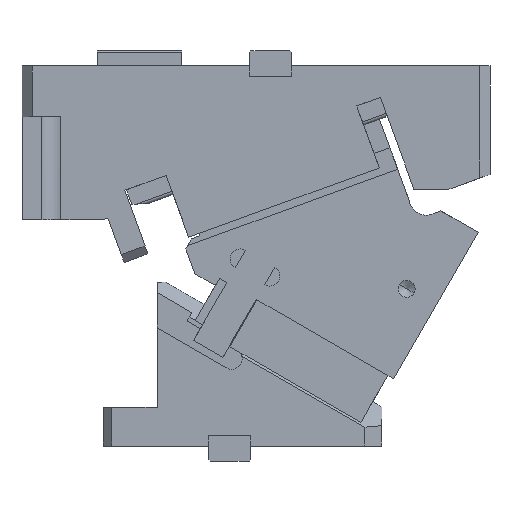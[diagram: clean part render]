
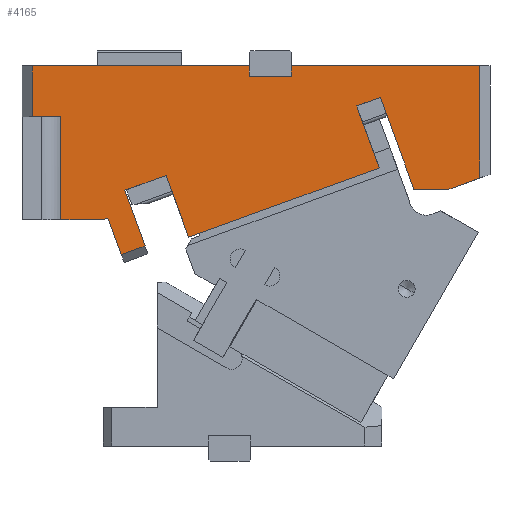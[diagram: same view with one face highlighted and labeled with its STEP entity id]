
A CAD part, front view. The second image highlights one B-rep face of the part: STEP entity #4165.
In plain terms, the highlighted planar face has unit normal (0, -1, 0).
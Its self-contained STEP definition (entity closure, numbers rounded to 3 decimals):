
#587=CARTESIAN_POINT('Vertex',(-42.,-30.,195.)) ;
#592=CARTESIAN_POINT('Line Origine',(-42.,-30.,210.)) ;
#596=CARTESIAN_POINT('Vertex',(-42.,-30.,225.)) ;
#636=CARTESIAN_POINT('Vertex',(86.5,-30.,225.)) ;
#639=CARTESIAN_POINT('Line Origine',(86.5,-30.,222.)) ;
#643=CARTESIAN_POINT('Vertex',(86.5,-30.,219.)) ;
#1224=CARTESIAN_POINT('Vertex',(-25.,-30.,195.)) ;
#1227=CARTESIAN_POINT('Line Origine',(-33.5,-30.,195.)) ;
#1332=CARTESIAN_POINT('Vertex',(164.173,-30.,206.419)) ;
#1335=CARTESIAN_POINT('Line Origine',(157.126,-30.,203.854)) ;
#1339=CARTESIAN_POINT('Vertex',(150.078,-30.,201.289)) ;
#1374=CARTESIAN_POINT('Vertex',(37.315,-30.,160.247)) ;
#1377=CARTESIAN_POINT('Line Origine',(25.099,-30.,155.8)) ;
#1381=CARTESIAN_POINT('Vertex',(12.883,-30.,151.354)) ;
#1473=CARTESIAN_POINT('Line Origine',(18.868,-30.,134.909)) ;
#1477=CARTESIAN_POINT('Vertex',(24.854,-30.,118.465)) ;
#1499=CARTESIAN_POINT('Line Origine',(17.806,-30.,115.9)) ;
#1503=CARTESIAN_POINT('Vertex',(10.758,-30.,113.334)) ;
#1530=CARTESIAN_POINT('Line Origine',(6.825,-30.,124.141)) ;
#1534=CARTESIAN_POINT('Vertex',(2.892,-30.,134.947)) ;
#1577=CARTESIAN_POINT('Line Origine',(1.59,-30.,134.474)) ;
#1581=CARTESIAN_POINT('Vertex',(0.289,-30.,134.)) ;
#1669=CARTESIAN_POINT('Line Origine',(-12.356,-30.,134.)) ;
#1673=CARTESIAN_POINT('Vertex',(-25.,-30.,134.)) ;
#1733=CARTESIAN_POINT('Line Origine',(-25.,-30.,164.5)) ;
#1750=CARTESIAN_POINT('Line Origine',(99.,-30.,219.)) ;
#1754=CARTESIAN_POINT('Vertex',(111.5,-30.,219.)) ;
#1853=CARTESIAN_POINT('Vertex',(223.,-30.,158.659)) ;
#1856=CARTESIAN_POINT('Line Origine',(213.853,-30.,155.329)) ;
#1860=CARTESIAN_POINT('Vertex',(204.705,-30.,152.)) ;
#2018=CARTESIAN_POINT('Line Origine',(194.343,-30.,152.)) ;
#2022=CARTESIAN_POINT('Vertex',(183.98,-30.,152.)) ;
#2053=CARTESIAN_POINT('Line Origine',(174.077,-30.,179.21)) ;
#2093=CARTESIAN_POINT('Line Origine',(156.747,-30.,182.965)) ;
#2097=CARTESIAN_POINT('Vertex',(163.417,-30.,164.641)) ;
#2156=CARTESIAN_POINT('Line Origine',(107.035,-30.,144.12)) ;
#2160=CARTESIAN_POINT('Vertex',(50.654,-30.,123.599)) ;
#2220=CARTESIAN_POINT('Line Origine',(43.984,-30.,141.923)) ;
#4112=CARTESIAN_POINT('Axis2P3D Location',(222.02,-30.,126.43)) ;
#4117=CARTESIAN_POINT('Line Origine',(223.,-30.,191.829)) ;
#4121=CARTESIAN_POINT('Vertex',(223.,-30.,225.)) ;
#4124=CARTESIAN_POINT('Line Origine',(167.25,-30.,225.)) ;
#4128=CARTESIAN_POINT('Vertex',(111.5,-30.,225.)) ;
#4131=CARTESIAN_POINT('Line Origine',(111.5,-30.,222.)) ;
#4136=CARTESIAN_POINT('Line Origine',(22.25,-30.,225.)) ;
#593=DIRECTION('Vector Direction',(0.,0.,-1.)) ;
#640=DIRECTION('Vector Direction',(0.,0.,1.)) ;
#1228=DIRECTION('Vector Direction',(-1.,0.,0.)) ;
#1336=DIRECTION('Vector Direction',(0.94,0.,0.342)) ;
#1378=DIRECTION('Vector Direction',(0.94,0.,0.342)) ;
#1474=DIRECTION('Vector Direction',(0.342,0.,-0.94)) ;
#1500=DIRECTION('Vector Direction',(0.94,0.,0.342)) ;
#1531=DIRECTION('Vector Direction',(0.342,0.,-0.94)) ;
#1578=DIRECTION('Vector Direction',(-0.94,0.,-0.342)) ;
#1670=DIRECTION('Vector Direction',(1.,0.,0.)) ;
#1734=DIRECTION('Vector Direction',(0.,0.,-1.)) ;
#1751=DIRECTION('Vector Direction',(-1.,0.,0.)) ;
#1857=DIRECTION('Vector Direction',(-0.94,0.,-0.342)) ;
#2019=DIRECTION('Vector Direction',(1.,0.,0.)) ;
#2054=DIRECTION('Vector Direction',(-0.342,0.,0.94)) ;
#2094=DIRECTION('Vector Direction',(-0.342,0.,0.94)) ;
#2157=DIRECTION('Vector Direction',(-0.94,0.,-0.342)) ;
#2221=DIRECTION('Vector Direction',(0.342,0.,-0.94)) ;
#4113=DIRECTION('Axis2P3D Direction',(0.,1.,0.)) ;
#4114=DIRECTION('Axis2P3D XDirection',(0.,0.,1.)) ;
#4118=DIRECTION('Vector Direction',(0.,0.,1.)) ;
#4125=DIRECTION('Vector Direction',(-1.,0.,0.)) ;
#4132=DIRECTION('Vector Direction',(0.,0.,1.)) ;
#4137=DIRECTION('Vector Direction',(-1.,0.,0.)) ;
#4115=AXIS2_PLACEMENT_3D('Plane Axis2P3D',#4112,#4113,#4114) ;
#4142=ORIENTED_EDGE('',*,*,#2224,.T.) ;
#4143=ORIENTED_EDGE('',*,*,#2162,.F.) ;
#4144=ORIENTED_EDGE('',*,*,#2099,.T.) ;
#4145=ORIENTED_EDGE('',*,*,#1341,.T.) ;
#4146=ORIENTED_EDGE('',*,*,#2057,.F.) ;
#4147=ORIENTED_EDGE('',*,*,#2024,.T.) ;
#4148=ORIENTED_EDGE('',*,*,#1862,.F.) ;
#4149=ORIENTED_EDGE('',*,*,#4123,.T.) ;
#4150=ORIENTED_EDGE('',*,*,#4130,.T.) ;
#4151=ORIENTED_EDGE('',*,*,#4135,.F.) ;
#4152=ORIENTED_EDGE('',*,*,#1756,.T.) ;
#4153=ORIENTED_EDGE('',*,*,#645,.T.) ;
#4154=ORIENTED_EDGE('',*,*,#4140,.T.) ;
#4155=ORIENTED_EDGE('',*,*,#598,.T.) ;
#4156=ORIENTED_EDGE('',*,*,#1231,.F.) ;
#4157=ORIENTED_EDGE('',*,*,#1737,.T.) ;
#4158=ORIENTED_EDGE('',*,*,#1675,.T.) ;
#4159=ORIENTED_EDGE('',*,*,#1583,.F.) ;
#4160=ORIENTED_EDGE('',*,*,#1536,.T.) ;
#4161=ORIENTED_EDGE('',*,*,#1505,.T.) ;
#4162=ORIENTED_EDGE('',*,*,#1479,.F.) ;
#4163=ORIENTED_EDGE('',*,*,#1383,.T.) ;
#594=VECTOR('Line Direction',#593,1.) ;
#641=VECTOR('Line Direction',#640,1.) ;
#1229=VECTOR('Line Direction',#1228,1.) ;
#1337=VECTOR('Line Direction',#1336,1.) ;
#1379=VECTOR('Line Direction',#1378,1.) ;
#1475=VECTOR('Line Direction',#1474,1.) ;
#1501=VECTOR('Line Direction',#1500,1.) ;
#1532=VECTOR('Line Direction',#1531,1.) ;
#1579=VECTOR('Line Direction',#1578,1.) ;
#1671=VECTOR('Line Direction',#1670,1.) ;
#1735=VECTOR('Line Direction',#1734,1.) ;
#1752=VECTOR('Line Direction',#1751,1.) ;
#1858=VECTOR('Line Direction',#1857,1.) ;
#2020=VECTOR('Line Direction',#2019,1.) ;
#2055=VECTOR('Line Direction',#2054,1.) ;
#2095=VECTOR('Line Direction',#2094,1.) ;
#2158=VECTOR('Line Direction',#2157,1.) ;
#2222=VECTOR('Line Direction',#2221,1.) ;
#4119=VECTOR('Line Direction',#4118,1.) ;
#4126=VECTOR('Line Direction',#4125,1.) ;
#4133=VECTOR('Line Direction',#4132,1.) ;
#4138=VECTOR('Line Direction',#4137,1.) ;
#4165=ADVANCED_FACE('CAM HOLDER',(#4164),#4116,.F.) ;
#598=EDGE_CURVE('',#597,#588,#595,.T.) ;
#645=EDGE_CURVE('',#644,#637,#642,.T.) ;
#1231=EDGE_CURVE('',#1225,#588,#1230,.T.) ;
#1341=EDGE_CURVE('',#1340,#1333,#1338,.T.) ;
#1383=EDGE_CURVE('',#1382,#1375,#1380,.T.) ;
#1479=EDGE_CURVE('',#1382,#1478,#1476,.T.) ;
#1505=EDGE_CURVE('',#1504,#1478,#1502,.T.) ;
#1536=EDGE_CURVE('',#1535,#1504,#1533,.T.) ;
#1583=EDGE_CURVE('',#1535,#1582,#1580,.T.) ;
#1675=EDGE_CURVE('',#1674,#1582,#1672,.T.) ;
#1737=EDGE_CURVE('',#1225,#1674,#1736,.T.) ;
#1756=EDGE_CURVE('',#1755,#644,#1753,.T.) ;
#1862=EDGE_CURVE('',#1854,#1861,#1859,.T.) ;
#2024=EDGE_CURVE('',#2023,#1861,#2021,.T.) ;
#2057=EDGE_CURVE('',#2023,#1333,#2056,.T.) ;
#2099=EDGE_CURVE('',#2098,#1340,#2096,.T.) ;
#2162=EDGE_CURVE('',#2098,#2161,#2159,.T.) ;
#2224=EDGE_CURVE('',#1375,#2161,#2223,.T.) ;
#4123=EDGE_CURVE('',#1854,#4122,#4120,.T.) ;
#4130=EDGE_CURVE('',#4122,#4129,#4127,.T.) ;
#4135=EDGE_CURVE('',#1755,#4129,#4134,.T.) ;
#4140=EDGE_CURVE('',#637,#597,#4139,.T.) ;
#4141=EDGE_LOOP('',(#4142,#4143,#4144,#4145,#4146,#4147,#4148,#4149,#4150,#4151,#4152,#4153,#4154,#4155,#4156,#4157,#4158,#4159,#4160,#4161,#4162,#4163)) ;
#4164=FACE_OUTER_BOUND('',#4141,.T.) ;
#595=LINE('Line',#592,#594) ;
#642=LINE('Line',#639,#641) ;
#1230=LINE('Line',#1227,#1229) ;
#1338=LINE('Line',#1335,#1337) ;
#1380=LINE('Line',#1377,#1379) ;
#1476=LINE('Line',#1473,#1475) ;
#1502=LINE('Line',#1499,#1501) ;
#1533=LINE('Line',#1530,#1532) ;
#1580=LINE('Line',#1577,#1579) ;
#1672=LINE('Line',#1669,#1671) ;
#1736=LINE('Line',#1733,#1735) ;
#1753=LINE('Line',#1750,#1752) ;
#1859=LINE('Line',#1856,#1858) ;
#2021=LINE('Line',#2018,#2020) ;
#2056=LINE('Line',#2053,#2055) ;
#2096=LINE('Line',#2093,#2095) ;
#2159=LINE('Line',#2156,#2158) ;
#2223=LINE('Line',#2220,#2222) ;
#4120=LINE('Line',#4117,#4119) ;
#4127=LINE('Line',#4124,#4126) ;
#4134=LINE('Line',#4131,#4133) ;
#4139=LINE('Line',#4136,#4138) ;
#4116=PLANE('Plane',#4115) ;
#588=VERTEX_POINT('',#587) ;
#597=VERTEX_POINT('',#596) ;
#637=VERTEX_POINT('',#636) ;
#644=VERTEX_POINT('',#643) ;
#1225=VERTEX_POINT('',#1224) ;
#1333=VERTEX_POINT('',#1332) ;
#1340=VERTEX_POINT('',#1339) ;
#1375=VERTEX_POINT('',#1374) ;
#1382=VERTEX_POINT('',#1381) ;
#1478=VERTEX_POINT('',#1477) ;
#1504=VERTEX_POINT('',#1503) ;
#1535=VERTEX_POINT('',#1534) ;
#1582=VERTEX_POINT('',#1581) ;
#1674=VERTEX_POINT('',#1673) ;
#1755=VERTEX_POINT('',#1754) ;
#1854=VERTEX_POINT('',#1853) ;
#1861=VERTEX_POINT('',#1860) ;
#2023=VERTEX_POINT('',#2022) ;
#2098=VERTEX_POINT('',#2097) ;
#2161=VERTEX_POINT('',#2160) ;
#4122=VERTEX_POINT('',#4121) ;
#4129=VERTEX_POINT('',#4128) ;
